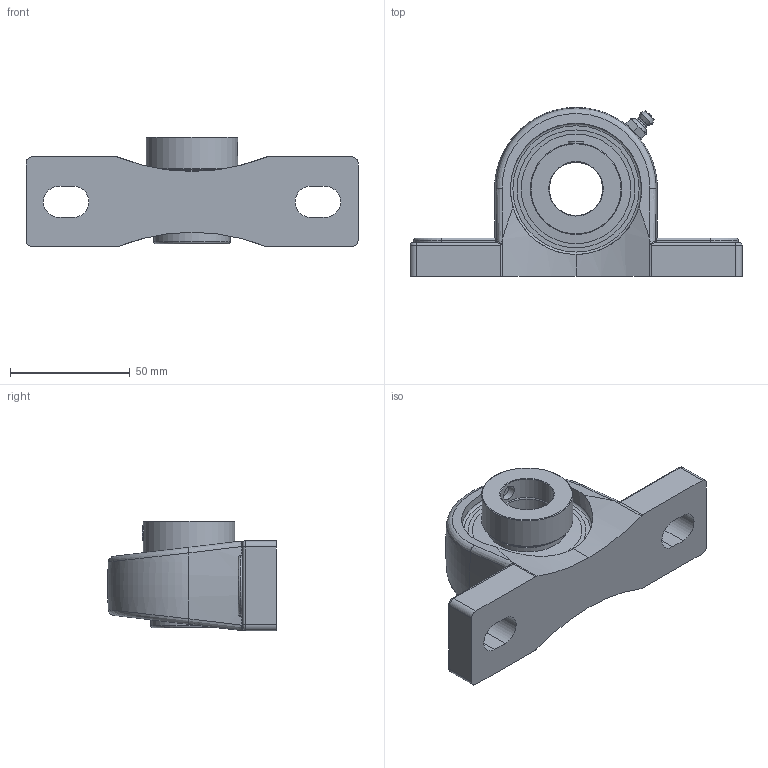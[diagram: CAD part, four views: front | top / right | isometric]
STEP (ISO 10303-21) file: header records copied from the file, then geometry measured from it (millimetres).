
FILE_DESCRIPTION(('HOOPS Exchange Step'),'2;1');
FILE_NAME('export-59F02EAB-55B5-426B-8C8D-3FBF409AB219.stp','2019-12-13T13:51:55-08:00',('ibuslach'),('Alibre'),'HOOPS Exchange 2019.2','Alibre','Unknown authorisation');
FILE_SCHEMA( ('AP242_MANAGED_MODEL_BASED_3D_ENGINEERING_MIM_LF {1 0 10303 442 1 1 4 }') );
Length unit declared in the file: centimetre
Products named in the file (8): MRN SP 205; UCP ZERK 5mm; SHC 205-14 RACE; SHC 205-14 COLLAR; SHC 205-14 SHIELD; SHC 204 SS; MRN SHC 205-14; MRN SHCP 205-14
Assembly tree (7 placements, depth 3):
  MRN SHCP 205-14
    MRN SP 205
    UCP ZERK 5mm
    MRN SHC 205-14
      SHC 205-14 RACE
      SHC 205-14 COLLAR
      SHC 205-14 SHIELD
      SHC 204 SS
Bounding box: 138.5 x 70.47 x 45.71 mm (x, y, z)
Volume: 128781.8 mm3; surface area: 48973 mm2
Topology: 16 solids, 16 shells, 214 faces, 566 edges, 364 vertices
Faces by surface type: cylinder 70, plane 65, torus 25, cone 19, bspline 18, sphere 17
Full cylindrical faces by diameter (mm): 1.507 x2, 5 x2, 6.35 x3, 22.225 x2, 28.956 x2, 31.75 x4, 32.766 x2, 38.1 x1, 44.45 x2, 45.72 x4, 54.712 x2
Entity records: 14265 total; most frequent: CARTESIAN_POINT 8842, DIRECTION 1122, ORIENTED_EDGE 1082, EDGE_CURVE 541, AXIS2_PLACEMENT_3D 474, VERTEX_POINT 364, EDGE_LOOP 243, FACE_BOUND 243
